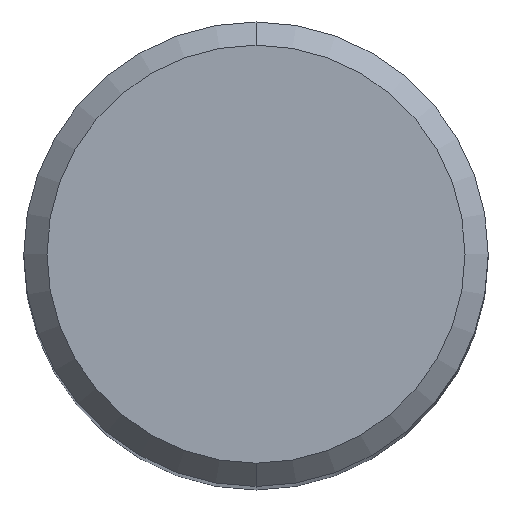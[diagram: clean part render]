
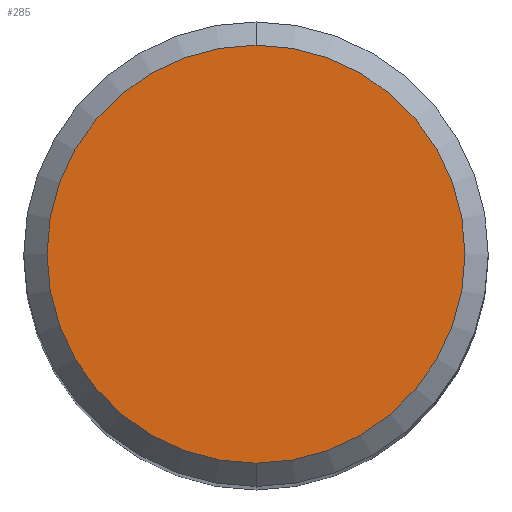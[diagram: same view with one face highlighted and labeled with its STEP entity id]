
A CAD part, top view. The second image highlights one B-rep face of the part: STEP entity #285.
In plain terms, the highlighted planar face has unit normal (0, 0, 1).
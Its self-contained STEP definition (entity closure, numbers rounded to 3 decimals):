
#195=EDGE_CURVE('',#267,#423,#503,.T.);
#205=EDGE_CURVE('',#423,#267,#513,.T.);
#267=VERTEX_POINT('',#581);
#285=ADVANCED_FACE('',(#601),#602,.T.);
#423=VERTEX_POINT('',#756);
#503=CIRCLE('',#853,4.5);
#513=CIRCLE('',#865,4.5);
#581=CARTESIAN_POINT('',(0.,-4.5,0.0));
#601=FACE_OUTER_BOUND('',#1121,.T.);
#602=PLANE('',#1122);
#756=CARTESIAN_POINT('',(0.0,4.5,0.0));
#853=AXIS2_PLACEMENT_3D('',#1497,#1498,#1499);
#865=AXIS2_PLACEMENT_3D('',#1503,#1504,#1505);
#1121=EDGE_LOOP('',(#1605,#1606));
#1122=AXIS2_PLACEMENT_3D('',#1607,#1608,#1609);
#1497=CARTESIAN_POINT('',(0.0,0.0,0.0));
#1498=DIRECTION('',(0.0,0.0,-1.0));
#1499=DIRECTION('',(0.0,1.0,0.0));
#1503=CARTESIAN_POINT('',(0.0,0.0,0.0));
#1504=DIRECTION('',(0.0,0.0,-1.0));
#1505=DIRECTION('',(0.0,1.0,0.0));
#1605=ORIENTED_EDGE('',*,*,#205,.F.);
#1606=ORIENTED_EDGE('',*,*,#195,.F.);
#1607=CARTESIAN_POINT('',(0.0,2.25,0.0));
#1608=DIRECTION('',(-0.0,0.0,1.0));
#1609=DIRECTION('',(0.0,-1.0,0.0));
